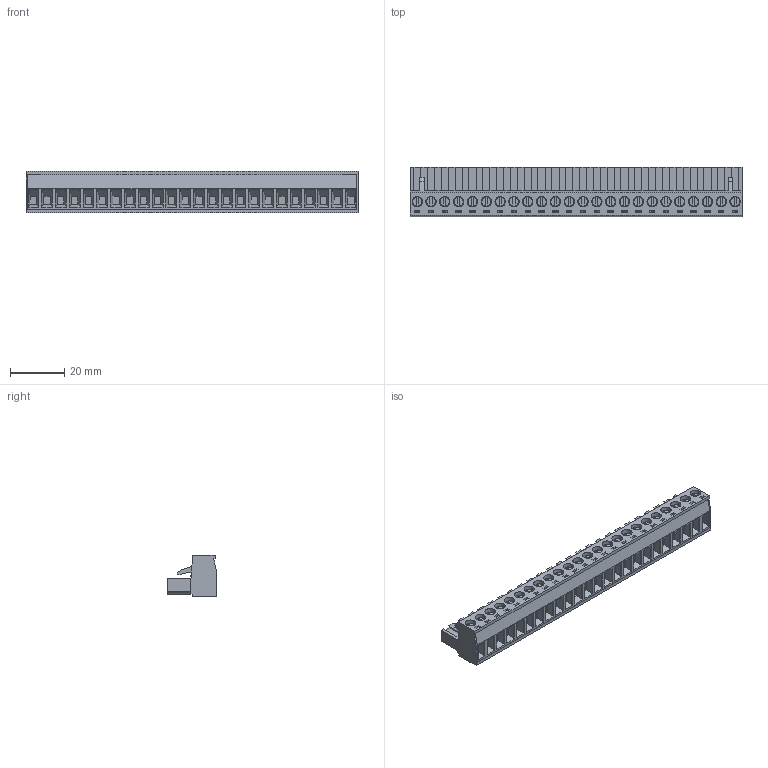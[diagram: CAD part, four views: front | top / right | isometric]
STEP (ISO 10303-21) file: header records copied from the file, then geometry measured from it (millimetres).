
FILE_DESCRIPTION(/* description */ ('Unknown'),/* implementation_level */ '2;1');
FILE_NAME(/* name */ '691351500024',/* time_stamp */ '2021-01-04T16:16:04+01:00',/* author */ ('Unknown'),/* organization */ ('Unknown'),/* preprocessor_version */ 'ST-DEVELOPER v16.7',/* originating_system */ 'DEX',/* authorisation */ $);
FILE_SCHEMA (('CONFIG_CONTROL_DESIGN','AUTOMOTIVE_DESIGN {1 0 10303 214 3 1 1}'));
Products named in the file (6): 6913515000xx; 691351500024; 6913515000xx_CAGE; 6913515000xx_PIN; 6913515000xx_VIS; 691351500024_CAPOT
Assembly tree (74 placements, depth 2):
  6913515000xx
    691351500024
    6913515000xx_CAGE  x24
    6913515000xx_PIN  x24
    6913515000xx_VIS  x24
    691351500024_CAPOT
Bounding box: 122.02 x 18.2 x 15.1 mm (x, y, z)
Volume: 13680.4 mm3; surface area: 36805.5 mm2
Topology: 74 solids, 74 shells, 5522 faces, 14995 edges, 9788 vertices
Faces by surface type: plane 4072, cylinder 1330, torus 72, cone 48
Full cylindrical faces by diameter (mm): 1.6 x24, 2.2 x24, 2.5 x24, 2.9 x24, 2.95 x24, 3 x24, 3.8 x48
Entity records: 83080 total; most frequent: CARTESIAN_POINT 14569, ORIENTED_EDGE 14178, DIRECTION 13214, EDGE_CURVE 7089, LINE 6476, VECTOR 6476, VERTEX_POINT 4676, AXIS2_PLACEMENT_3D 3369
